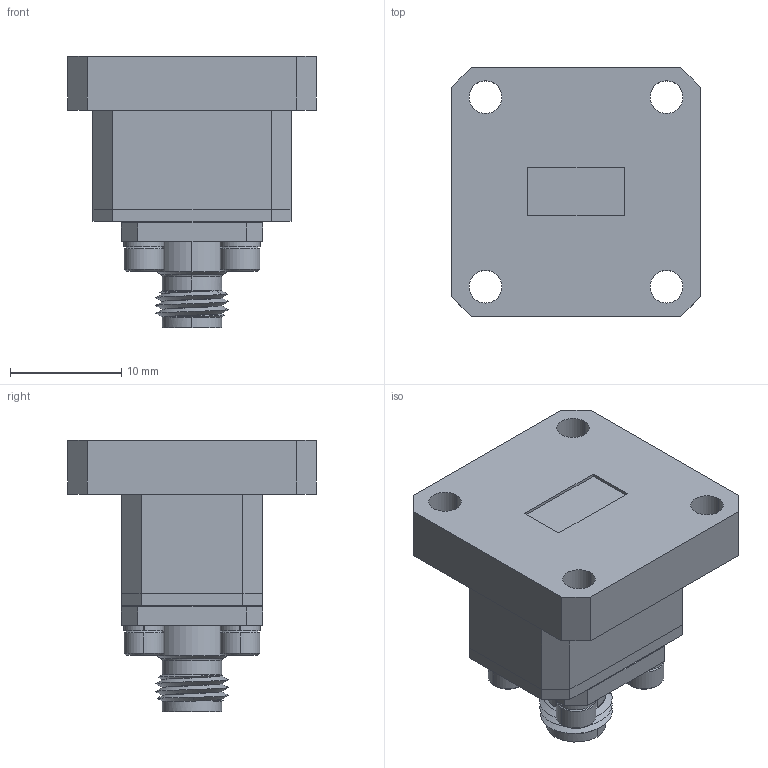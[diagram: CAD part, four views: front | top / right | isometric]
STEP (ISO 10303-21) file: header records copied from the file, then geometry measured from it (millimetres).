
FILE_DESCRIPTION (( 'STEP AP203' ), '1' );
FILE_NAME ('SWC-342F-E1.STEP', '2018-10-31T01:02:44', ( '' ), ( '' ), 'SwSTEP 2.0', 'SolidWorks 2016', '' );
FILE_SCHEMA (( 'CONFIG_CONTROL_DESIGN' ));
Length unit declared in the file: inch
Products named in the file (1): SWC-342F-E1
Bounding box: 22.35 x 22.35 x 24.35 mm (x, y, z)
Volume: 4919.5 mm3; surface area: 3866.5 mm2
Topology: 13 solids, 13 shells, 506 faces, 1297 edges, 826 vertices
Faces by surface type: cylinder 304, plane 110, cone 80, bspline 10, torus 2
Entity records: 21738 total; most frequent: CARTESIAN_POINT 10751, ORIENTED_EDGE 2570, DIRECTION 1994, EDGE_CURVE 1285, VERTEX_POINT 826, AXIS2_PLACEMENT_3D 731, EDGE_LOOP 555, VECTOR 532
